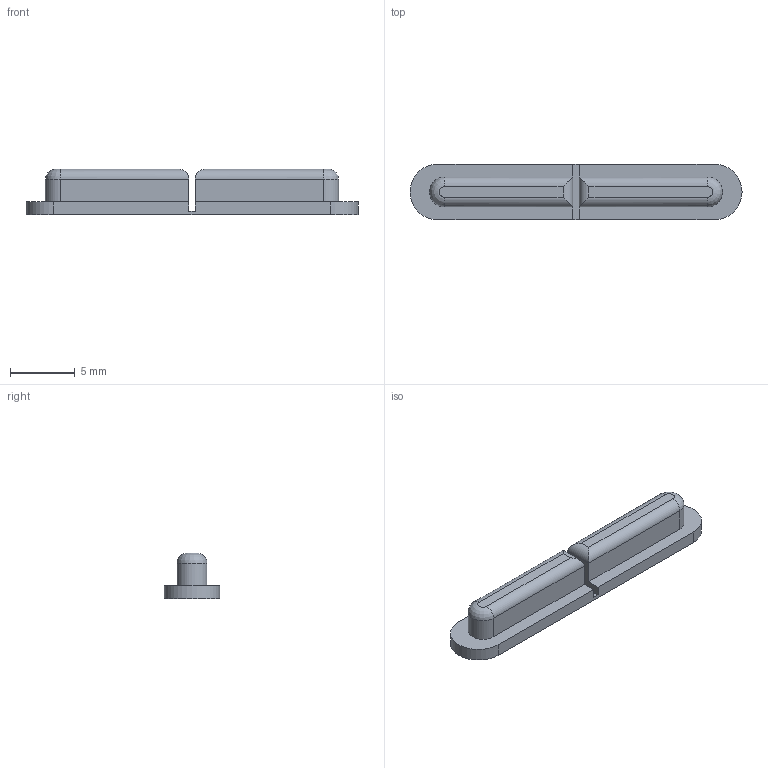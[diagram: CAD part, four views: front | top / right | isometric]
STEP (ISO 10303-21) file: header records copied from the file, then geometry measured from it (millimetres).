
FILE_DESCRIPTION(('FreeCAD Model'),'2;1');
FILE_NAME('volume_buttons.step', '2019-10-09T23:20:05',('Author'),(''), 'Open CASCADE STEP processor 7.2','FreeCAD','Unknown');
FILE_SCHEMA(('AUTOMOTIVE_DESIGN { 1 0 10303 214 1 1 1 1 }'));
Length unit declared in the file: millimetre
Products named in the file (1): Body
Bounding box: 25.6 x 4.3 x 3.5 mm (x, y, z)
Volume: 222.8 mm3; surface area: 385.5 mm2
Topology: 1 solids, 1 shells, 26 faces, 64 edges, 40 vertices
Faces by surface type: plane 14, cylinder 10, revolution 2
Entity records: 1689 total; most frequent: CARTESIAN_POINT 355, DIRECTION 252, LINE 158, VECTOR 158, ORIENTED_EDGE 128, PCURVE 128, DEFINITIONAL_REPRESENTATION 128, EDGE_CURVE 64
